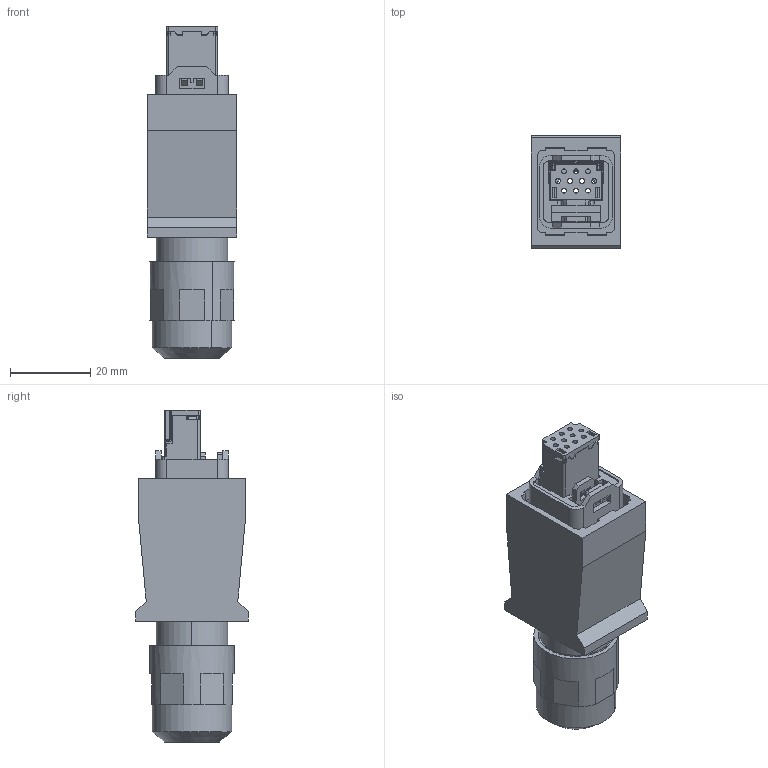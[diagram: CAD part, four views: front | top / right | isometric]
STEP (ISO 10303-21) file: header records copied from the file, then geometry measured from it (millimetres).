
FILE_DESCRIPTION(('CATIA V5R24 STEP','CAx-IF Rec.Pracs.--- Model Styling and Organization---1.2---2011-12-15'),'2;1');
FILE_NAME ('D1448185_0_1072910000_1072910000.stp','2017-09-14T08:04:40+00:00',('none'),('Weidmueller'),'CATIA Version 5-6 Release 2014 SP4 HF52','CATIA V5 STEP AP214','none');
FILE_SCHEMA(('AUTOMOTIVE_DESIGN { 1 0 10303 214 1 1 1 1 }'));
Length unit declared in the file: millimetre
Products named in the file (1): 1072910000
Bounding box: 22.3 x 27.99 x 82.6 mm (x, y, z)
Volume: 19556.8 mm3; surface area: 26971 mm2
Topology: 6 solids, 16 shells, 583 faces, 1638 edges, 1084 vertices
Faces by surface type: plane 417, cylinder 130, torus 24, extrusion 6, cone 2, sphere 2, bspline 2
Entity records: 18820 total; most frequent: CARTESIAN_POINT 4466, ORIENTED_EDGE 3268, DIRECTION 2387, EDGE_CURVE 1634, VECTOR 1236, LINE 1230, VERTEX_POINT 1084, AXIS2_PLACEMENT_3D 753
